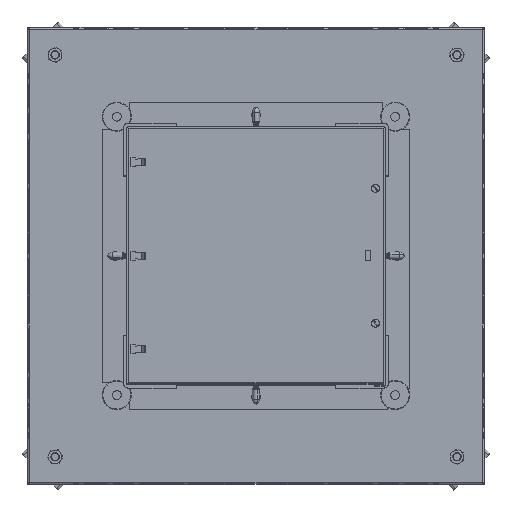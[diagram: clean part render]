
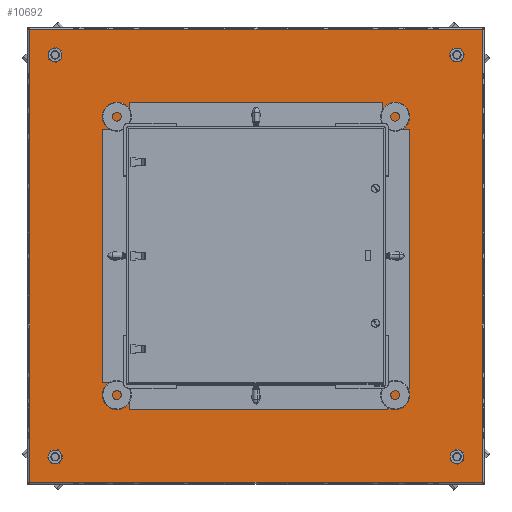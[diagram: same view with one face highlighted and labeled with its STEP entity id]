
A CAD part, top view. The second image highlights one B-rep face of the part: STEP entity #10692.
In plain terms, the highlighted face is planar.
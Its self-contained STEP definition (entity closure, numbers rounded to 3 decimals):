
#385 = ORIENTED_EDGE ( 'NONE', *, *, #63933, .T. ) ;
#1692 = DIRECTION ( 'NONE',  ( -1., 0., 0. ) ) ;
#4187 = EDGE_CURVE ( 'NONE', #17611, #64463, #49977, .T. ) ;
#6025 = CARTESIAN_POINT ( 'NONE',  ( 123., 123., 0. ) ) ;
#7648 = CARTESIAN_POINT ( 'NONE',  ( 218., 218., 0. ) ) ;
#8587 = EDGE_CURVE ( 'NONE', #10266, #43745, #59529, .T. ) ;
#9687 = VERTEX_POINT ( 'NONE', #6025 ) ;
#10266 = VERTEX_POINT ( 'NONE', #19754 ) ;
#10692 = ADVANCED_FACE ( 'NONE', ( #31654, #59070, #64863 ), #24577, .T. ) ;
#13243 = CARTESIAN_POINT ( 'NONE',  ( -123., -123., 0. ) ) ;
#14881 = LINE ( 'NONE', #61228, #41593 ) ;
#15492 = DIRECTION ( 'NONE',  ( 0., -1., 0. ) ) ;
#15604 = EDGE_CURVE ( 'NONE', #40040, #50368, #27445, .T. ) ;
#16237 = EDGE_CURVE ( 'NONE', #50368, #40040, #50252, .T. ) ;
#17369 = CARTESIAN_POINT ( 'NONE',  ( 188.75, -193.5, 0. ) ) ;
#17551 = CARTESIAN_POINT ( 'NONE',  ( -218., 218., 0. ) ) ;
#17611 = VERTEX_POINT ( 'NONE', #57426 ) ;
#18803 = VERTEX_POINT ( 'NONE', #17551 ) ;
#18902 = VECTOR ( 'NONE', #58224, 1000. ) ;
#19440 = CARTESIAN_POINT ( 'NONE',  ( -218., -218., 0. ) ) ;
#19754 = CARTESIAN_POINT ( 'NONE',  ( -123., 123., 0. ) ) ;
#20364 = EDGE_CURVE ( 'NONE', #60151, #9687, #48954, .T. ) ;
#21679 = EDGE_CURVE ( 'NONE', #18803, #17611, #26805, .T. ) ;
#24406 = ORIENTED_EDGE ( 'NONE', *, *, #25970, .F. ) ;
#24577 = PLANE ( 'NONE',  #37271 ) ;
#25218 = DIRECTION ( 'NONE',  ( 0., 0., -1. ) ) ;
#25970 = EDGE_CURVE ( 'NONE', #45269, #18803, #28027, .T. ) ;
#26805 = LINE ( 'NONE', #41397, #45180 ) ;
#27445 = CIRCLE ( 'NONE', #29940, 4.75 ) ;
#27669 = DIRECTION ( 'NONE',  ( 0., 0., -1. ) ) ;
#27987 = CARTESIAN_POINT ( 'NONE',  ( 218., 218., 0. ) ) ;
#28027 = LINE ( 'NONE', #27987, #54660 ) ;
#29574 = ORIENTED_EDGE ( 'NONE', *, *, #16237, .F. ) ;
#29940 = AXIS2_PLACEMENT_3D ( 'NONE', #37939, #27669, #65074 ) ;
#30332 = CARTESIAN_POINT ( 'NONE',  ( 218., -218., 0. ) ) ;
#31654 = FACE_BOUND ( 'NONE', #43130, .T. ) ;
#33756 = ORIENTED_EDGE ( 'NONE', *, *, #21679, .F. ) ;
#35192 = ORIENTED_EDGE ( 'NONE', *, *, #4187, .F. ) ;
#35563 = ORIENTED_EDGE ( 'NONE', *, *, #15604, .F. ) ;
#35748 = DIRECTION ( 'NONE',  ( 1., 0., 0. ) ) ;
#37271 = AXIS2_PLACEMENT_3D ( 'NONE', #19440, #25218, #66856 ) ;
#37599 = ORIENTED_EDGE ( 'NONE', *, *, #20364, .T. ) ;
#37939 = CARTESIAN_POINT ( 'NONE',  ( 193.5, -193.5, 0. ) ) ;
#38576 = VECTOR ( 'NONE', #63546, 1000. ) ;
#38721 = DIRECTION ( 'NONE',  ( -1., 0., 0. ) ) ;
#38935 = DIRECTION ( 'NONE',  ( 0., 0., -1. ) ) ;
#40040 = VERTEX_POINT ( 'NONE', #17369 ) ;
#40442 = VECTOR ( 'NONE', #60876, 1000. ) ;
#41397 = CARTESIAN_POINT ( 'NONE',  ( -218., 218., 0. ) ) ;
#41593 = VECTOR ( 'NONE', #60759, 1000. ) ;
#41639 = EDGE_CURVE ( 'NONE', #64463, #45269, #42547, .T. ) ;
#42028 = CARTESIAN_POINT ( 'NONE',  ( 198.25, -193.5, 0. ) ) ;
#42547 = LINE ( 'NONE', #7648, #59959 ) ;
#43130 = EDGE_LOOP ( 'NONE', ( #35563, #29574 ) ) ;
#43416 = AXIS2_PLACEMENT_3D ( 'NONE', #44496, #38935, #1692 ) ;
#43651 = CARTESIAN_POINT ( 'NONE',  ( 123., -123., 0. ) ) ;
#43745 = VERTEX_POINT ( 'NONE', #13243 ) ;
#44496 = CARTESIAN_POINT ( 'NONE',  ( 193.5, -193.5, 0. ) ) ;
#45150 = ORIENTED_EDGE ( 'NONE', *, *, #52464, .T. ) ;
#45180 = VECTOR ( 'NONE', #15492, 1000. ) ;
#45269 = VERTEX_POINT ( 'NONE', #60119 ) ;
#47362 = CARTESIAN_POINT ( 'NONE',  ( -123., 123., 0. ) ) ;
#48954 = LINE ( 'NONE', #63812, #18902 ) ;
#49977 = LINE ( 'NONE', #62156, #63168 ) ;
#50239 = DIRECTION ( 'NONE',  ( 0., 1., 0. ) ) ;
#50252 = CIRCLE ( 'NONE', #43416, 4.75 ) ;
#50368 = VERTEX_POINT ( 'NONE', #42028 ) ;
#51202 = ORIENTED_EDGE ( 'NONE', *, *, #41639, .F. ) ;
#52464 = EDGE_CURVE ( 'NONE', #43745, #60151, #14881, .T. ) ;
#54660 = VECTOR ( 'NONE', #38721, 1000. ) ;
#56158 = ORIENTED_EDGE ( 'NONE', *, *, #8587, .T. ) ;
#57426 = CARTESIAN_POINT ( 'NONE',  ( -218., -218., 0. ) ) ;
#58224 = DIRECTION ( 'NONE',  ( 0., 1., 0. ) ) ;
#59070 = FACE_OUTER_BOUND ( 'NONE', #65557, .T. ) ;
#59324 = LINE ( 'NONE', #47362, #38576 ) ;
#59526 = CARTESIAN_POINT ( 'NONE',  ( -123., 123., 0. ) ) ;
#59529 = LINE ( 'NONE', #59526, #40442 ) ;
#59959 = VECTOR ( 'NONE', #50239, 1000. ) ;
#60119 = CARTESIAN_POINT ( 'NONE',  ( 218., 218., 0. ) ) ;
#60151 = VERTEX_POINT ( 'NONE', #43651 ) ;
#60759 = DIRECTION ( 'NONE',  ( 1., 0., 0. ) ) ;
#60876 = DIRECTION ( 'NONE',  ( 0., -1., 0. ) ) ;
#61228 = CARTESIAN_POINT ( 'NONE',  ( -123., -123., 0. ) ) ;
#62156 = CARTESIAN_POINT ( 'NONE',  ( 218., -218., 0. ) ) ;
#63168 = VECTOR ( 'NONE', #35748, 1000. ) ;
#63546 = DIRECTION ( 'NONE',  ( -1., 0., 0. ) ) ;
#63812 = CARTESIAN_POINT ( 'NONE',  ( 123., 123., 0. ) ) ;
#63933 = EDGE_CURVE ( 'NONE', #9687, #10266, #59324, .T. ) ;
#64463 = VERTEX_POINT ( 'NONE', #30332 ) ;
#64863 = FACE_BOUND ( 'NONE', #66870, .T. ) ;
#65074 = DIRECTION ( 'NONE',  ( -1., 0., 0. ) ) ;
#65557 = EDGE_LOOP ( 'NONE', ( #33756, #24406, #51202, #35192 ) ) ;
#66856 = DIRECTION ( 'NONE',  ( -1., 0., 0. ) ) ;
#66870 = EDGE_LOOP ( 'NONE', ( #45150, #37599, #385, #56158 ) ) ;
